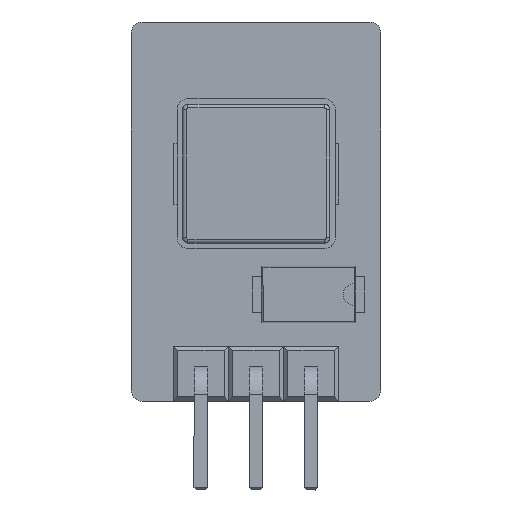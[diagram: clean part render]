
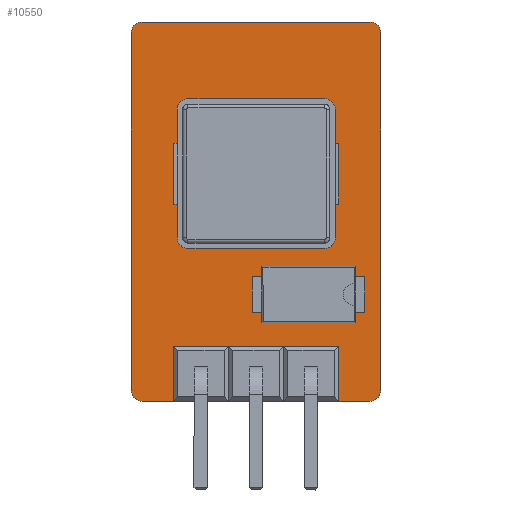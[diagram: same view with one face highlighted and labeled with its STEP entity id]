
A CAD part, top view. The second image highlights one B-rep face of the part: STEP entity #10550.
In plain terms, the highlighted planar face has unit normal (0, 0, 1).
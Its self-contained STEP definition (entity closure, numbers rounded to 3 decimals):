
#1128 = ORIENTED_EDGE ( 'NONE', *, *, #25577, .T. ) ;
#1136 = EDGE_CURVE ( 'NONE', #26065, #5267, #16131, .T. ) ;
#1306 = CARTESIAN_POINT ( 'NONE',  ( 11.5, 17., 1.22 ) ) ;
#1702 = ORIENTED_EDGE ( 'NONE', *, *, #19474, .T. ) ;
#2642 = DIRECTION ( 'NONE',  ( 0., 1., 0. ) ) ;
#3431 = PLANE ( 'NONE',  #16807 ) ;
#3893 = DIRECTION ( 'NONE',  ( 0., -1., 0. ) ) ;
#4682 = CARTESIAN_POINT ( 'NONE',  ( 0.5, 0., 1.22 ) ) ;
#4741 = VERTEX_POINT ( 'NONE', #4682 ) ;
#4989 = CARTESIAN_POINT ( 'NONE',  ( 11.5, 0., 1.22 ) ) ;
#5267 = VERTEX_POINT ( 'NONE', #12027 ) ;
#5567 = EDGE_CURVE ( 'NONE', #17005, #19363, #8590, .T. ) ;
#5595 = AXIS2_PLACEMENT_3D ( 'NONE', #7955, #14560, #27982 ) ;
#5752 = ORIENTED_EDGE ( 'NONE', *, *, #19317, .T. ) ;
#5869 = DIRECTION ( 'NONE',  ( 0., 0., -1. ) ) ;
#6034 = EDGE_CURVE ( 'NONE', #19363, #21613, #16943, .T. ) ;
#6156 = CARTESIAN_POINT ( 'NONE',  ( 11., 17.5, 1.22 ) ) ;
#6215 = LINE ( 'NONE', #20058, #28160 ) ;
#6298 = DIRECTION ( 'NONE',  ( -1., 0., 0. ) ) ;
#6550 = DIRECTION ( 'NONE',  ( -1., 0., 0. ) ) ;
#7699 = VECTOR ( 'NONE', #3893, 1000. ) ;
#7955 = CARTESIAN_POINT ( 'NONE',  ( 0.5, 0.5, 1.22 ) ) ;
#8264 = CARTESIAN_POINT ( 'NONE',  ( 0., 17.5, 1.22 ) ) ;
#8284 = CARTESIAN_POINT ( 'NONE',  ( 11., 0.5, 1.22 ) ) ;
#8590 = CIRCLE ( 'NONE', #23898, 0.5 ) ;
#8968 = DIRECTION ( 'NONE',  ( 1., 0., 0. ) ) ;
#10171 = ORIENTED_EDGE ( 'NONE', *, *, #26023, .T. ) ;
#10173 = DIRECTION ( 'NONE',  ( -1., 0., 0. ) ) ;
#10524 = DIRECTION ( 'NONE',  ( 0., 0., 1. ) ) ;
#10550 = ADVANCED_FACE ( 'NONE', ( #25537 ), #3431, .F. ) ;
#12027 = CARTESIAN_POINT ( 'NONE',  ( 11.5, 0.5, 1.22 ) ) ;
#12760 = CARTESIAN_POINT ( 'NONE',  ( 0., 0., 1.22 ) ) ;
#12964 = CIRCLE ( 'NONE', #5595, 0.5 ) ;
#13075 = VECTOR ( 'NONE', #6298, 1000. ) ;
#14391 = DIRECTION ( 'NONE',  ( 0., 0., 1. ) ) ;
#14491 = CARTESIAN_POINT ( 'NONE',  ( 11., 17., 1.22 ) ) ;
#14560 = DIRECTION ( 'NONE',  ( 0., 0., 1. ) ) ;
#14661 = VECTOR ( 'NONE', #2642, 1000. ) ;
#14726 = CARTESIAN_POINT ( 'NONE',  ( 0., 0., 1.22 ) ) ;
#14770 = ORIENTED_EDGE ( 'NONE', *, *, #26583, .T. ) ;
#16131 = CIRCLE ( 'NONE', #25274, 0.5 ) ;
#16555 = EDGE_LOOP ( 'NONE', ( #5752, #1128, #14770, #17583, #10171, #22255, #24880, #1702 ) ) ;
#16807 = AXIS2_PLACEMENT_3D ( 'NONE', #14726, #5869, #10173 ) ;
#16943 = LINE ( 'NONE', #8264, #13075 ) ;
#17005 = VERTEX_POINT ( 'NONE', #1306 ) ;
#17583 = ORIENTED_EDGE ( 'NONE', *, *, #1136, .T. ) ;
#18938 = CARTESIAN_POINT ( 'NONE',  ( 0., 17., 1.22 ) ) ;
#19317 = EDGE_CURVE ( 'NONE', #26114, #27663, #26489, .T. ) ;
#19363 = VERTEX_POINT ( 'NONE', #6156 ) ;
#19474 = EDGE_CURVE ( 'NONE', #21613, #26114, #27884, .T. ) ;
#20058 = CARTESIAN_POINT ( 'NONE',  ( 0., 0., 1.22 ) ) ;
#20249 = LINE ( 'NONE', #4989, #14661 ) ;
#21613 = VERTEX_POINT ( 'NONE', #26326 ) ;
#22255 = ORIENTED_EDGE ( 'NONE', *, *, #5567, .T. ) ;
#22302 = DIRECTION ( 'NONE',  ( 0., 0., 1. ) ) ;
#22502 = CARTESIAN_POINT ( 'NONE',  ( 0.5, 17., 1.22 ) ) ;
#23898 = AXIS2_PLACEMENT_3D ( 'NONE', #14491, #14391, #25879 ) ;
#24208 = CARTESIAN_POINT ( 'NONE',  ( 0., 0.5, 1.22 ) ) ;
#24880 = ORIENTED_EDGE ( 'NONE', *, *, #6034, .T. ) ;
#25274 = AXIS2_PLACEMENT_3D ( 'NONE', #8284, #10524, #26098 ) ;
#25537 = FACE_OUTER_BOUND ( 'NONE', #16555, .T. ) ;
#25577 = EDGE_CURVE ( 'NONE', #27663, #4741, #12964, .T. ) ;
#25879 = DIRECTION ( 'NONE',  ( -1., 0., 0. ) ) ;
#26023 = EDGE_CURVE ( 'NONE', #5267, #17005, #20249, .T. ) ;
#26065 = VERTEX_POINT ( 'NONE', #27035 ) ;
#26098 = DIRECTION ( 'NONE',  ( -1., 0., 0. ) ) ;
#26114 = VERTEX_POINT ( 'NONE', #18938 ) ;
#26314 = AXIS2_PLACEMENT_3D ( 'NONE', #22502, #22302, #6550 ) ;
#26326 = CARTESIAN_POINT ( 'NONE',  ( 0.5, 17.5, 1.22 ) ) ;
#26489 = LINE ( 'NONE', #12760, #7699 ) ;
#26583 = EDGE_CURVE ( 'NONE', #4741, #26065, #6215, .T. ) ;
#27035 = CARTESIAN_POINT ( 'NONE',  ( 11., 0., 1.22 ) ) ;
#27663 = VERTEX_POINT ( 'NONE', #24208 ) ;
#27884 = CIRCLE ( 'NONE', #26314, 0.5 ) ;
#27982 = DIRECTION ( 'NONE',  ( -1., 0., 0. ) ) ;
#28160 = VECTOR ( 'NONE', #8968, 1000. ) ;
